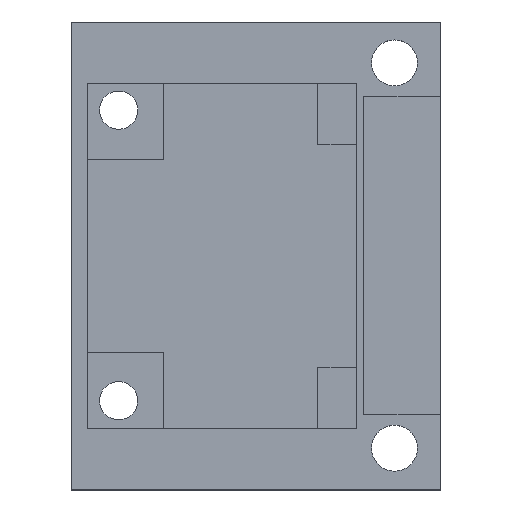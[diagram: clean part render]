
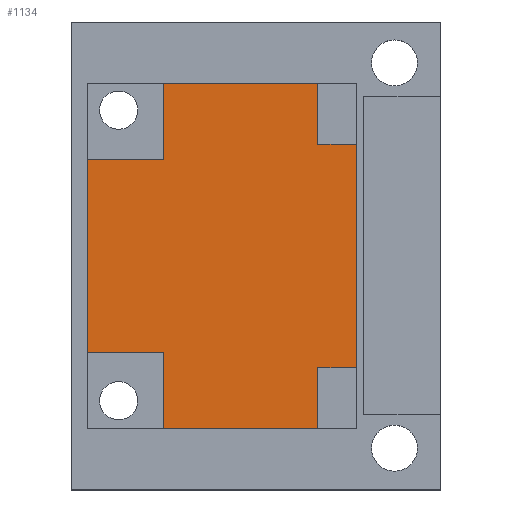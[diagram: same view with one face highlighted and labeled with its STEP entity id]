
A CAD part, top view. The second image highlights one B-rep face of the part: STEP entity #1134.
In plain terms, the highlighted planar face has unit normal (0, 0, 1).
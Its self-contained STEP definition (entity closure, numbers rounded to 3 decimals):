
#80=FACE_OUTER_BOUND('',#146,.T.);
#146=EDGE_LOOP('',(#913,#914,#915,#916,#917,#918,#919,#920,#921,#922,#923,
#924));
#274=LINE('',#1737,#422);
#275=LINE('',#1739,#423);
#276=LINE('',#1741,#424);
#277=LINE('',#1743,#425);
#278=LINE('',#1745,#426);
#279=LINE('',#1747,#427);
#280=LINE('',#1749,#428);
#281=LINE('',#1751,#429);
#282=LINE('',#1753,#430);
#283=LINE('',#1755,#431);
#284=LINE('',#1757,#432);
#285=LINE('',#1758,#433);
#422=VECTOR('',#1425,10.);
#423=VECTOR('',#1426,10.);
#424=VECTOR('',#1427,10.);
#425=VECTOR('',#1428,10.);
#426=VECTOR('',#1429,10.);
#427=VECTOR('',#1430,10.);
#428=VECTOR('',#1431,10.);
#429=VECTOR('',#1432,10.);
#430=VECTOR('',#1433,10.);
#431=VECTOR('',#1434,10.);
#432=VECTOR('',#1435,10.);
#433=VECTOR('',#1436,10.);
#543=VERTEX_POINT('',#1735);
#544=VERTEX_POINT('',#1736);
#545=VERTEX_POINT('',#1738);
#546=VERTEX_POINT('',#1740);
#547=VERTEX_POINT('',#1742);
#548=VERTEX_POINT('',#1744);
#549=VERTEX_POINT('',#1746);
#550=VERTEX_POINT('',#1748);
#551=VERTEX_POINT('',#1750);
#552=VERTEX_POINT('',#1752);
#553=VERTEX_POINT('',#1754);
#554=VERTEX_POINT('',#1756);
#682=EDGE_CURVE('',#543,#544,#274,.T.);
#683=EDGE_CURVE('',#544,#545,#275,.T.);
#684=EDGE_CURVE('',#545,#546,#276,.T.);
#685=EDGE_CURVE('',#546,#547,#277,.T.);
#686=EDGE_CURVE('',#547,#548,#278,.T.);
#687=EDGE_CURVE('',#548,#549,#279,.T.);
#688=EDGE_CURVE('',#549,#550,#280,.T.);
#689=EDGE_CURVE('',#550,#551,#281,.T.);
#690=EDGE_CURVE('',#551,#552,#282,.T.);
#691=EDGE_CURVE('',#552,#553,#283,.T.);
#692=EDGE_CURVE('',#553,#554,#284,.T.);
#693=EDGE_CURVE('',#554,#543,#285,.T.);
#913=ORIENTED_EDGE('',*,*,#682,.T.);
#914=ORIENTED_EDGE('',*,*,#683,.T.);
#915=ORIENTED_EDGE('',*,*,#684,.T.);
#916=ORIENTED_EDGE('',*,*,#685,.T.);
#917=ORIENTED_EDGE('',*,*,#686,.T.);
#918=ORIENTED_EDGE('',*,*,#687,.T.);
#919=ORIENTED_EDGE('',*,*,#688,.T.);
#920=ORIENTED_EDGE('',*,*,#689,.T.);
#921=ORIENTED_EDGE('',*,*,#690,.T.);
#922=ORIENTED_EDGE('',*,*,#691,.T.);
#923=ORIENTED_EDGE('',*,*,#692,.T.);
#924=ORIENTED_EDGE('',*,*,#693,.T.);
#1075=PLANE('',#1203);
#1134=ADVANCED_FACE('',(#80),#1075,.F.);
#1203=AXIS2_PLACEMENT_3D('',#1734,#1423,#1424);
#1423=DIRECTION('center_axis',(0.,0.,-1.));
#1424=DIRECTION('ref_axis',(1.,0.,0.));
#1425=DIRECTION('',(-1.,0.,0.));
#1426=DIRECTION('',(0.,-1.,0.));
#1427=DIRECTION('',(1.,0.,0.));
#1428=DIRECTION('',(0.,-1.,0.));
#1429=DIRECTION('',(1.,0.,0.));
#1430=DIRECTION('',(0.,1.,0.));
#1431=DIRECTION('',(1.,0.,0.));
#1432=DIRECTION('',(0.,1.,0.));
#1433=DIRECTION('',(-1.,0.,0.));
#1434=DIRECTION('',(0.,1.,0.));
#1435=DIRECTION('',(-1.,0.,0.));
#1436=DIRECTION('',(0.,-1.,0.));
#1734=CARTESIAN_POINT('Origin',(8.5,11.,-2.8));
#1735=CARTESIAN_POINT('',(4.7,17.3,-2.8));
#1736=CARTESIAN_POINT('',(-0.3,17.3,-2.8));
#1737=CARTESIAN_POINT('',(4.7,17.3,-2.8));
#1738=CARTESIAN_POINT('',(-0.3,4.7,-2.8));
#1739=CARTESIAN_POINT('',(-0.3,22.3,-2.8));
#1740=CARTESIAN_POINT('',(4.7,4.7,-2.8));
#1741=CARTESIAN_POINT('',(4.7,4.7,-2.8));
#1742=CARTESIAN_POINT('',(4.7,-0.3,-2.8));
#1743=CARTESIAN_POINT('',(4.7,-1.3,-2.8));
#1744=CARTESIAN_POINT('',(14.8,-0.3,-2.8));
#1745=CARTESIAN_POINT('',(-0.3,-0.3,-2.8));
#1746=CARTESIAN_POINT('',(14.8,3.7,-2.8));
#1747=CARTESIAN_POINT('',(14.8,-1.3,-2.8));
#1748=CARTESIAN_POINT('',(17.3,3.7,-2.8));
#1749=CARTESIAN_POINT('',(14.8,3.7,-2.8));
#1750=CARTESIAN_POINT('',(17.3,18.3,-2.8));
#1751=CARTESIAN_POINT('',(17.3,-0.3,-2.8));
#1752=CARTESIAN_POINT('',(14.8,18.3,-2.8));
#1753=CARTESIAN_POINT('',(14.8,18.3,-2.8));
#1754=CARTESIAN_POINT('',(14.8,22.3,-2.8));
#1755=CARTESIAN_POINT('',(14.8,23.3,-2.8));
#1756=CARTESIAN_POINT('',(4.7,22.3,-2.8));
#1757=CARTESIAN_POINT('',(17.3,22.3,-2.8));
#1758=CARTESIAN_POINT('',(4.7,23.3,-2.8));
